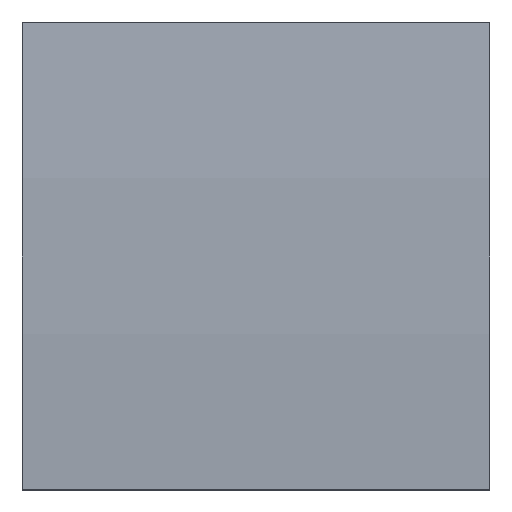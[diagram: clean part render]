
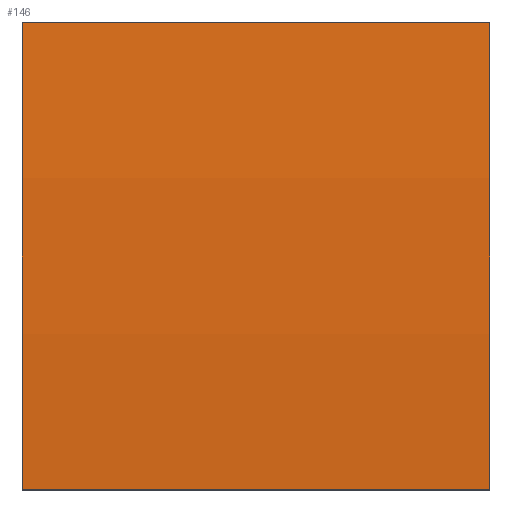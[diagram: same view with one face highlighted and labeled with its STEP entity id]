
A CAD part, left-side view. The second image highlights one B-rep face of the part: STEP entity #146.
In plain terms, the highlighted cylindrical face has radius 129.25 mm (diameter 258.5 mm), a partial arc.
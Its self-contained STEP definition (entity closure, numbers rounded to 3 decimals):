
#11 = DIRECTION ( 'NONE',  ( 0., 0., 1. ) ) ;
#12 = ORIENTED_EDGE ( 'NONE', *, *, #51, .F. ) ;
#16 = ORIENTED_EDGE ( 'NONE', *, *, #187, .T. ) ;
#18 = CARTESIAN_POINT ( 'NONE',  ( 4.355, 20., 0. ) ) ;
#21 = EDGE_LOOP ( 'NONE', ( #33, #35, #12, #16 ) ) ;
#25 = CIRCLE ( 'NONE', #171, 129.25 ) ;
#32 = DIRECTION ( 'NONE',  ( 0., -1., 0. ) ) ;
#33 = ORIENTED_EDGE ( 'NONE', *, *, #107, .T. ) ;
#34 = AXIS2_PLACEMENT_3D ( 'NONE', #198, #106, #94 ) ;
#35 = ORIENTED_EDGE ( 'NONE', *, *, #154, .F. ) ;
#40 = CARTESIAN_POINT ( 'NONE',  ( -124.507, 20., 10. ) ) ;
#43 = LINE ( 'NONE', #40, #48 ) ;
#48 = VECTOR ( 'NONE', #141, 1000. ) ;
#50 = DIRECTION ( 'NONE',  ( 0., 0., -1. ) ) ;
#51 = EDGE_CURVE ( 'NONE', #130, #118, #110, .T. ) ;
#74 = VERTEX_POINT ( 'NONE', #129 ) ;
#80 = CARTESIAN_POINT ( 'NONE',  ( -124.507, 20., -10. ) ) ;
#85 = FACE_OUTER_BOUND ( 'NONE', #21, .T. ) ;
#93 = DIRECTION ( 'NONE',  ( 0., 1., 0. ) ) ;
#94 = DIRECTION ( 'NONE',  ( 0., 0., 1. ) ) ;
#97 = CARTESIAN_POINT ( 'NONE',  ( -124.507, 20., -10. ) ) ;
#98 = VECTOR ( 'NONE', #32, 1000. ) ;
#106 = DIRECTION ( 'NONE',  ( 0., 1., 0. ) ) ;
#107 = EDGE_CURVE ( 'NONE', #149, #74, #25, .T. ) ;
#110 = CIRCLE ( 'NONE', #34, 129.25 ) ;
#113 = CARTESIAN_POINT ( 'NONE',  ( -124.507, 20., 10. ) ) ;
#118 = VERTEX_POINT ( 'NONE', #113 ) ;
#129 = CARTESIAN_POINT ( 'NONE',  ( -124.507, 0., 10. ) ) ;
#130 = VERTEX_POINT ( 'NONE', #80 ) ;
#141 = DIRECTION ( 'NONE',  ( 0., -1., 0. ) ) ;
#146 = ADVANCED_FACE ( 'NONE', ( #85 ), #156, .T. ) ;
#148 = AXIS2_PLACEMENT_3D ( 'NONE', #18, #169, #50 ) ;
#149 = VERTEX_POINT ( 'NONE', #168 ) ;
#154 = EDGE_CURVE ( 'NONE', #118, #74, #43, .T. ) ;
#156 = CYLINDRICAL_SURFACE ( 'NONE', #148, 129.25 ) ;
#168 = CARTESIAN_POINT ( 'NONE',  ( -124.507, 0., -10. ) ) ;
#169 = DIRECTION ( 'NONE',  ( 0., -1., 0. ) ) ;
#171 = AXIS2_PLACEMENT_3D ( 'NONE', #192, #93, #11 ) ;
#187 = EDGE_CURVE ( 'NONE', #130, #149, #203, .T. ) ;
#192 = CARTESIAN_POINT ( 'NONE',  ( 4.355, 0., 0. ) ) ;
#198 = CARTESIAN_POINT ( 'NONE',  ( 4.355, 20., 0. ) ) ;
#203 = LINE ( 'NONE', #97, #98 ) ;
